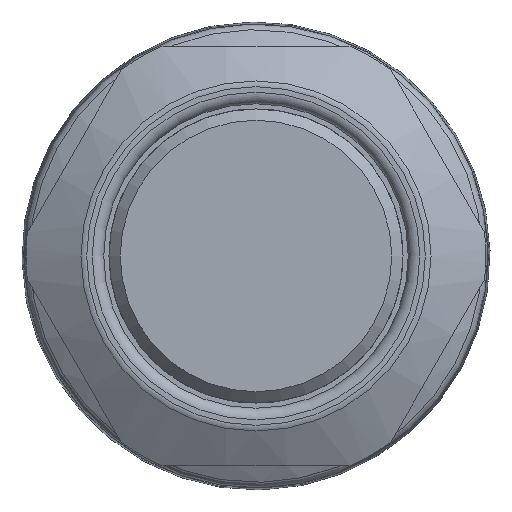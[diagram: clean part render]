
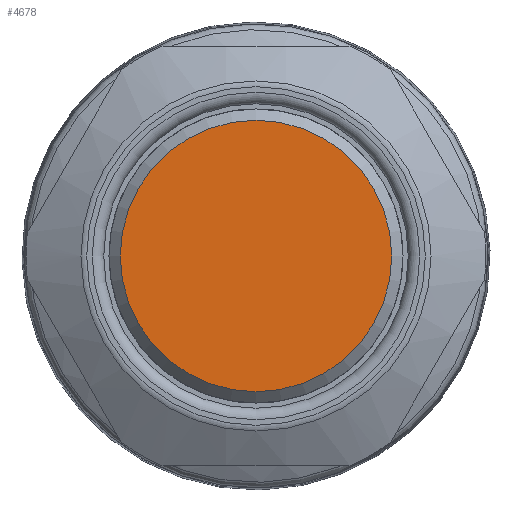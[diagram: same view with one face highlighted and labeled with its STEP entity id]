
A CAD part, front view. The second image highlights one B-rep face of the part: STEP entity #4678.
In plain terms, the highlighted planar face has unit normal (0, -1, 0).
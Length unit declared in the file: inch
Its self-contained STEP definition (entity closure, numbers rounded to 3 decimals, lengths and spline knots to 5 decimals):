
#457=PLANE('',#5220);
#726=FACE_OUTER_BOUND('',#1030,.T.);
#1030=EDGE_LOOP('',(#3856));
#1665=CIRCLE('',#5215,0.47244);
#2032=VERTEX_POINT('',#10959);
#2649=EDGE_CURVE('',#2032,#2032,#1665,.T.);
#3856=ORIENTED_EDGE('',*,*,#2649,.F.);
#4678=ADVANCED_FACE('',(#726),#457,.T.);
#5215=AXIS2_PLACEMENT_3D('',#10960,#6354,#6355);
#5220=AXIS2_PLACEMENT_3D('',#10970,#6366,#6367);
#6354=DIRECTION('center_axis',(0.,1.,0.));
#6355=DIRECTION('ref_axis',(-1.,0.,0.));
#6366=DIRECTION('center_axis',(0.,-1.,0.));
#6367=DIRECTION('ref_axis',(0.,0.,-1.));
#10959=CARTESIAN_POINT('',(0.47244,-3.2874,0.));
#10960=CARTESIAN_POINT('Origin',(0.,-3.2874,0.));
#10970=CARTESIAN_POINT('Origin',(0.,-3.2874,0.));
